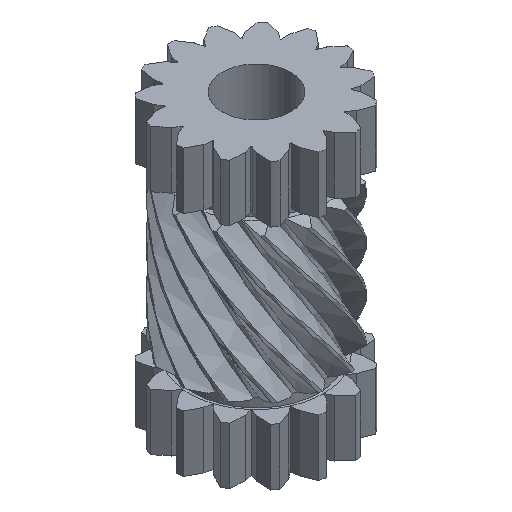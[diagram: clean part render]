
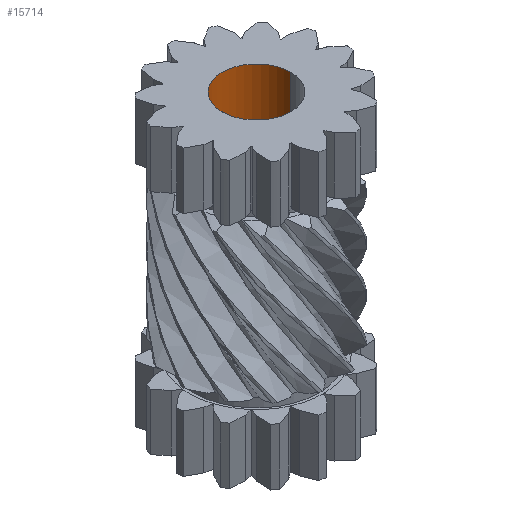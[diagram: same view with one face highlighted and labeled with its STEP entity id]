
A CAD part, isometric view. The second image highlights one B-rep face of the part: STEP entity #15714.
In plain terms, the highlighted cylindrical face has radius 5.5 mm (diameter 11 mm), a partial arc.
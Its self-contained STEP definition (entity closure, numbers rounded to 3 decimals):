
#212 = CIRCLE ( 'NONE', #13532, 5.5 ) ;
#472 = FACE_OUTER_BOUND ( 'NONE', #2208, .T. ) ;
#584 = VERTEX_POINT ( 'NONE', #5585 ) ;
#921 = VERTEX_POINT ( 'NONE', #12887 ) ;
#929 = CARTESIAN_POINT ( 'NONE',  ( 0., 0., -10.3 ) ) ;
#2208 = EDGE_LOOP ( 'NONE', ( #5683, #3937, #4800, #5507 ) ) ;
#2939 = CARTESIAN_POINT ( 'NONE',  ( -5.5, 0., 25. ) ) ;
#3937 = ORIENTED_EDGE ( 'NONE', *, *, #15811, .T. ) ;
#4138 = CARTESIAN_POINT ( 'NONE',  ( 0., 0., 25. ) ) ;
#4800 = ORIENTED_EDGE ( 'NONE', *, *, #10091, .T. ) ;
#4911 = CIRCLE ( 'NONE', #10508, 5.5 ) ;
#5507 = ORIENTED_EDGE ( 'NONE', *, *, #7707, .F. ) ;
#5585 = CARTESIAN_POINT ( 'NONE',  ( 5.5, 0., 35.3 ) ) ;
#5683 = ORIENTED_EDGE ( 'NONE', *, *, #15421, .F. ) ;
#5816 = CYLINDRICAL_SURFACE ( 'NONE', #11924, 5.5 ) ;
#6023 = DIRECTION ( 'NONE',  ( 0., 0., 1. ) ) ;
#7490 = CARTESIAN_POINT ( 'NONE',  ( 5.5, 0., 25. ) ) ;
#7707 = EDGE_CURVE ( 'NONE', #921, #8432, #4911, .T. ) ;
#7781 = CARTESIAN_POINT ( 'NONE',  ( -5.5, 0., -10.3 ) ) ;
#8432 = VERTEX_POINT ( 'NONE', #7781 ) ;
#8737 = VECTOR ( 'NONE', #9833, 1000. ) ;
#9235 = DIRECTION ( 'NONE',  ( 0., 0., -1. ) ) ;
#9833 = DIRECTION ( 'NONE',  ( 0., 0., -1. ) ) ;
#9913 = LINE ( 'NONE', #7490, #8737 ) ;
#9976 = DIRECTION ( 'NONE',  ( 0., 0., 1. ) ) ;
#10091 = EDGE_CURVE ( 'NONE', #10306, #8432, #13274, .T. ) ;
#10306 = VERTEX_POINT ( 'NONE', #16179 ) ;
#10508 = AXIS2_PLACEMENT_3D ( 'NONE', #929, #6023, #11105 ) ;
#11105 = DIRECTION ( 'NONE',  ( 1., 0., 0. ) ) ;
#11924 = AXIS2_PLACEMENT_3D ( 'NONE', #4138, #9235, #14304 ) ;
#12213 = DIRECTION ( 'NONE',  ( 1., 0., 0. ) ) ;
#12460 = CARTESIAN_POINT ( 'NONE',  ( 0., 0., 35.3 ) ) ;
#12887 = CARTESIAN_POINT ( 'NONE',  ( 5.5, 0., -10.3 ) ) ;
#13274 = LINE ( 'NONE', #2939, #16336 ) ;
#13532 = AXIS2_PLACEMENT_3D ( 'NONE', #12460, #9976, #12213 ) ;
#14304 = DIRECTION ( 'NONE',  ( -1., 0., 0. ) ) ;
#15421 = EDGE_CURVE ( 'NONE', #584, #921, #9913, .T. ) ;
#15714 = ADVANCED_FACE ( 'NONE', ( #472 ), #5816, .F. ) ;
#15811 = EDGE_CURVE ( 'NONE', #584, #10306, #212, .T. ) ;
#16014 = DIRECTION ( 'NONE',  ( 0., 0., -1. ) ) ;
#16179 = CARTESIAN_POINT ( 'NONE',  ( -5.5, 0., 35.3 ) ) ;
#16336 = VECTOR ( 'NONE', #16014, 1000. ) ;
